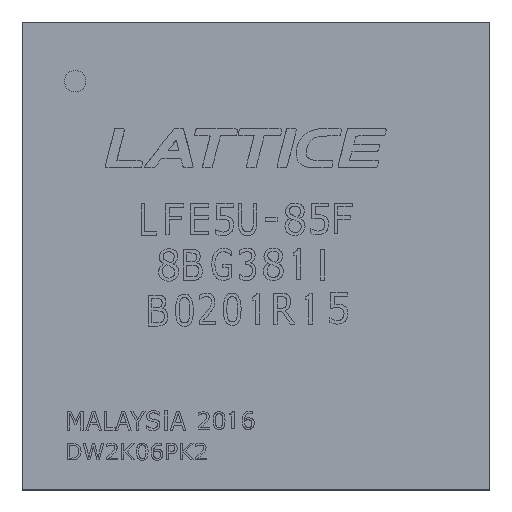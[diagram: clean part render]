
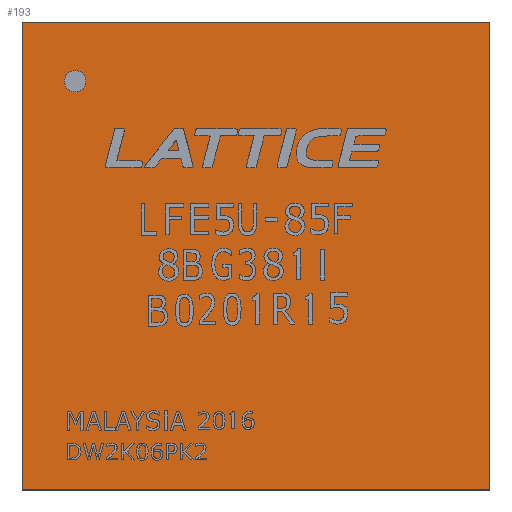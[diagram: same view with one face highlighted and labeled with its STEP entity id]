
A CAD part, top view. The second image highlights one B-rep face of the part: STEP entity #193.
In plain terms, the highlighted planar face has unit normal (0, 0, 1).
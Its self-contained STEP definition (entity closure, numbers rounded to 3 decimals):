
#64 = VERTEX_POINT('',#65);
#65 = CARTESIAN_POINT('',(-8.5,-8.5,1.12));
#80 = VERTEX_POINT('',#81);
#81 = CARTESIAN_POINT('',(-8.5,8.5,1.12));
#87 = EDGE_CURVE('',#64,#80,#88,.T.);
#88 = LINE('',#89,#90);
#89 = CARTESIAN_POINT('',(-8.5,-8.5,1.12));
#90 = VECTOR('',#91,1.);
#91 = DIRECTION('',(0.,1.,0.));
#104 = VERTEX_POINT('',#105);
#105 = CARTESIAN_POINT('',(8.5,-8.5,1.12));
#120 = VERTEX_POINT('',#121);
#121 = CARTESIAN_POINT('',(8.5,8.5,1.12));
#127 = EDGE_CURVE('',#104,#120,#128,.T.);
#128 = LINE('',#129,#130);
#129 = CARTESIAN_POINT('',(8.5,-8.5,1.12));
#130 = VECTOR('',#131,1.);
#131 = DIRECTION('',(0.,1.,0.));
#148 = EDGE_CURVE('',#64,#104,#149,.T.);
#149 = LINE('',#150,#151);
#150 = CARTESIAN_POINT('',(-8.5,-8.5,1.12));
#151 = VECTOR('',#152,1.);
#152 = DIRECTION('',(1.,0.,0.));
#170 = EDGE_CURVE('',#80,#120,#171,.T.);
#171 = LINE('',#172,#173);
#172 = CARTESIAN_POINT('',(-8.5,8.5,1.12));
#173 = VECTOR('',#174,1.);
#174 = DIRECTION('',(1.,0.,0.));
#193 = ADVANCED_FACE('',(#194),#200,.T.);
#194 = FACE_BOUND('',#195,.T.);
#195 = EDGE_LOOP('',(#196,#197,#198,#199));
#196 = ORIENTED_EDGE('',*,*,#87,.F.);
#197 = ORIENTED_EDGE('',*,*,#148,.T.);
#198 = ORIENTED_EDGE('',*,*,#127,.T.);
#199 = ORIENTED_EDGE('',*,*,#170,.F.);
#200 = PLANE('',#201);
#201 = AXIS2_PLACEMENT_3D('',#202,#203,#204);
#202 = CARTESIAN_POINT('',(-8.5,-8.5,1.12));
#203 = DIRECTION('',(0.,0.,1.));
#204 = DIRECTION('',(1.,0.,-0.));
